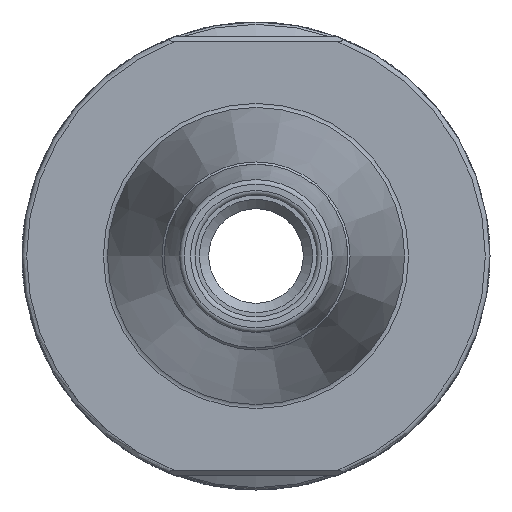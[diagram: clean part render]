
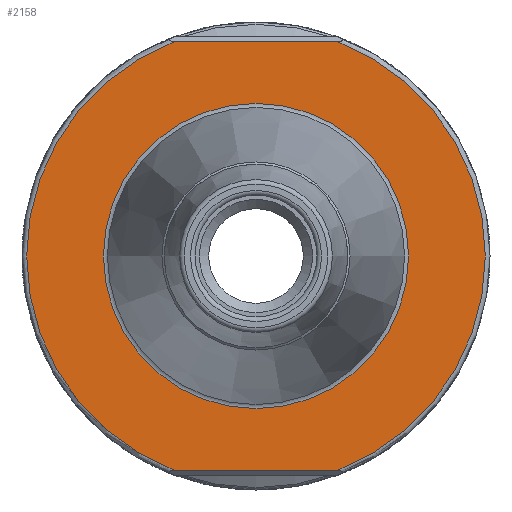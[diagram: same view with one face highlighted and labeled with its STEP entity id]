
A CAD part, left-side view. The second image highlights one B-rep face of the part: STEP entity #2158.
In plain terms, the highlighted planar face has unit normal (-1, 0, 0).
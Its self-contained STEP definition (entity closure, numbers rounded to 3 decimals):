
#154=FACE_BOUND('',#399,.T.);
#172=PLANE('',#2406);
#257=FACE_OUTER_BOUND('',#398,.T.);
#398=EDGE_LOOP('',(#1571,#1572,#1573,#1574));
#399=EDGE_LOOP('',(#1575));
#517=LINE('',#3340,#642);
#521=LINE('',#3408,#646);
#642=VECTOR('',#2695,10.);
#646=VECTOR('',#2709,10.);
#784=CIRCLE('',#2374,24.5);
#787=CIRCLE('',#2380,24.5);
#803=CIRCLE('',#2405,16.3);
#906=VERTEX_POINT('',#3324);
#907=VERTEX_POINT('',#3339);
#913=VERTEX_POINT('',#3388);
#915=VERTEX_POINT('',#3407);
#930=VERTEX_POINT('',#3493);
#1130=EDGE_CURVE('',#906,#907,#517,.T.);
#1138=EDGE_CURVE('',#907,#913,#784,.T.);
#1141=EDGE_CURVE('',#913,#915,#521,.T.);
#1150=EDGE_CURVE('',#915,#906,#787,.T.);
#1169=EDGE_CURVE('',#930,#930,#803,.T.);
#1571=ORIENTED_EDGE('',*,*,#1130,.F.);
#1572=ORIENTED_EDGE('',*,*,#1150,.F.);
#1573=ORIENTED_EDGE('',*,*,#1141,.F.);
#1574=ORIENTED_EDGE('',*,*,#1138,.F.);
#1575=ORIENTED_EDGE('',*,*,#1169,.F.);
#2158=ADVANCED_FACE('',(#257,#154),#172,.T.);
#2374=AXIS2_PLACEMENT_3D('',#3389,#2703,#2704);
#2380=AXIS2_PLACEMENT_3D('',#3457,#2719,#2720);
#2405=AXIS2_PLACEMENT_3D('',#3495,#2772,#2773);
#2406=AXIS2_PLACEMENT_3D('',#3496,#2774,#2775);
#2695=DIRECTION('',(0.,1.,0.));
#2703=DIRECTION('center_axis',(1.,0.,0.));
#2704=DIRECTION('ref_axis',(0.,-1.,0.));
#2709=DIRECTION('',(0.,-1.,0.));
#2719=DIRECTION('center_axis',(1.,0.,0.));
#2720=DIRECTION('ref_axis',(0.,-1.,0.));
#2772=DIRECTION('center_axis',(-1.,0.,0.));
#2773=DIRECTION('ref_axis',(0.,-1.,0.));
#2774=DIRECTION('center_axis',(-1.,0.,0.));
#2775=DIRECTION('ref_axis',(0.,0.,1.));
#3324=CARTESIAN_POINT('',(3.2,-8.643,-22.925));
#3339=CARTESIAN_POINT('',(3.2,8.643,-22.925));
#3340=CARTESIAN_POINT('',(3.2,16.867,-22.925));
#3388=CARTESIAN_POINT('',(3.2,8.643,22.925));
#3389=CARTESIAN_POINT('Origin',(3.2,0.,0.));
#3407=CARTESIAN_POINT('',(3.2,-8.643,22.925));
#3408=CARTESIAN_POINT('',(3.2,8.133,22.925));
#3457=CARTESIAN_POINT('Origin',(3.2,0.,0.));
#3493=CARTESIAN_POINT('',(3.2,0.,16.3));
#3495=CARTESIAN_POINT('Origin',(3.2,0.,0.));
#3496=CARTESIAN_POINT('Origin',(3.2,25.,0.));
